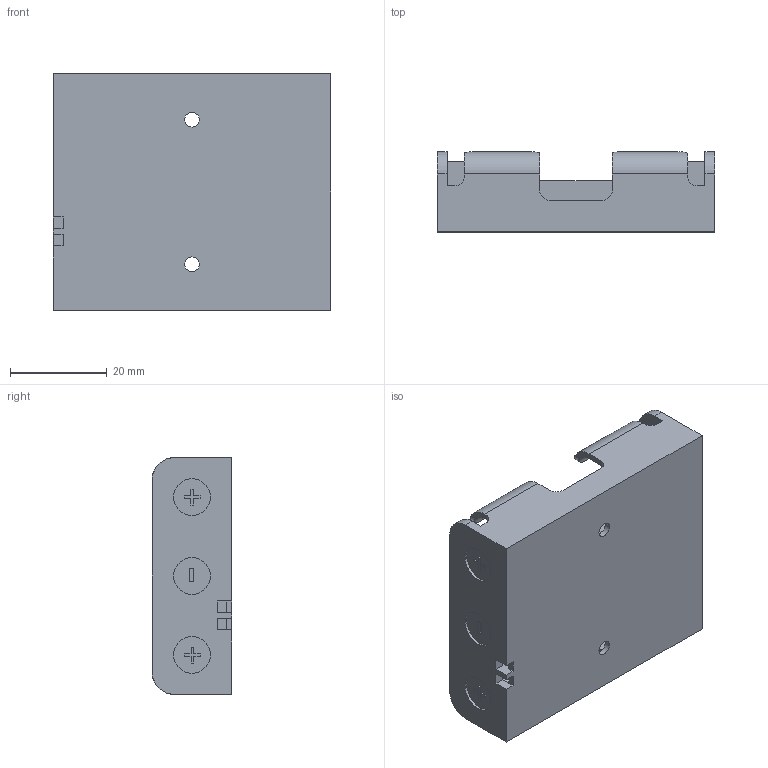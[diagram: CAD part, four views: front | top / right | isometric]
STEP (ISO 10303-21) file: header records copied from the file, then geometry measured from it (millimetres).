
FILE_DESCRIPTION(/* description */ (''),/* implementation_level */ '2;1');
FILE_NAME(/* name */ '3842 3xAA Battery.step',/* time_stamp */ '2018-07-31T18:17:33-04:00',/* author */ ('Adafruit'),/* organization */ (''),/* preprocessor_version */ 'ST-DEVELOPER v17',/* originating_system */ 'Autodesk Translation Framework v7.1.0.215',/* authorisation */ '');
FILE_SCHEMA (('AUTOMOTIVE_DESIGN { 1 0 10303 214 3 1 1 }'));
Length unit declared in the file: millimetre
Products named in the file (1): 3xAA-BC3AAW
Bounding box: 57.4 x 16.51 x 49.02 mm (x, y, z)
Volume: 9171.1 mm3; surface area: 14040.8 mm2
Topology: 1 solids, 1 shells, 148 faces, 412 edges, 274 vertices
Faces by surface type: plane 112, cylinder 36
Full cylindrical faces by diameter (mm): 3.048 x2, 7.6 x6
Entity records: 4889 total; most frequent: CARTESIAN_POINT 1011, ORIENTED_EDGE 824, DIRECTION 750, EDGE_CURVE 412, LINE 340, VECTOR 340, VERTEX_POINT 274, AXIS2_PLACEMENT_3D 205
